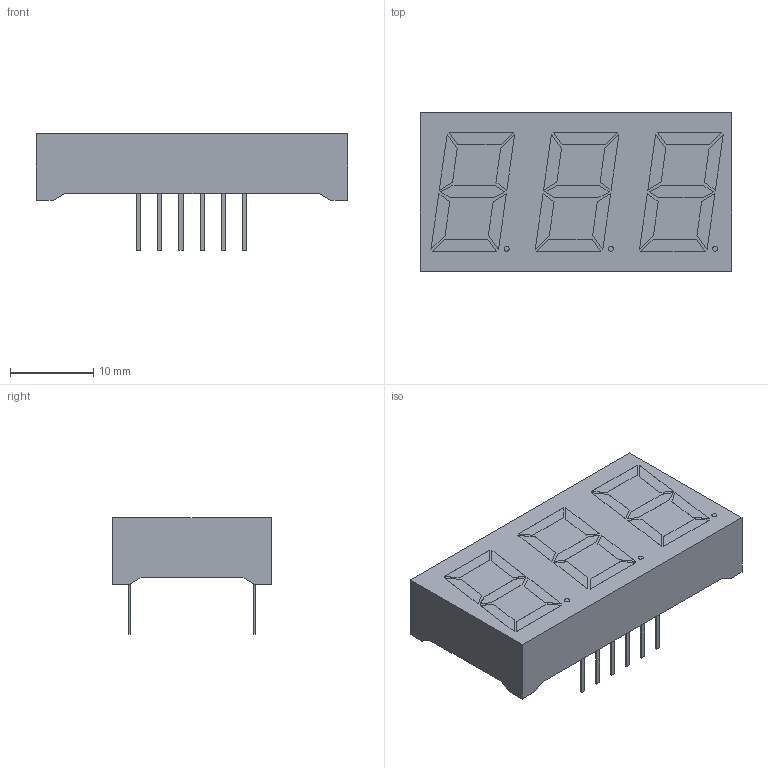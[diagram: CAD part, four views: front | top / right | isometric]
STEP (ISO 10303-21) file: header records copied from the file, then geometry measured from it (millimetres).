
FILE_DESCRIPTION(('FreeCAD Model'),'2;1');
FILE_NAME('7seg_1x3_26x19_14.stp' ,'2015-04-14T22:39:39',('FreeCAD'),('FreeCAD'), 'Open CASCADE STEP processor 6.7','FreeCAD','Unknown');
FILE_SCHEMA(('AUTOMOTIVE_DESIGN_CC2 { 1 2 10303 214 -1 1 5 4 }'));
Length unit declared in the file: millimetre
Products named in the file (3): Pocket002; Array001; Array
Bounding box: 37.3 x 19 x 14 mm (x, y, z)
Volume: 5006.3 mm3; surface area: 2758.4 mm2
Topology: 37 solids, 37 shells, 239 faces, 495 edges, 330 vertices
Faces by surface type: plane 236, cylinder 3
Full cylindrical faces by diameter (mm): 0.6 x3
Entity records: 13063 total; most frequent: CARTESIAN_POINT 2147, DIRECTION 1909, LINE 1417, VECTOR 1417, ORIENTED_EDGE 990, PCURVE 990, DEFINITIONAL_REPRESENTATION 990, EDGE_CURVE 495
